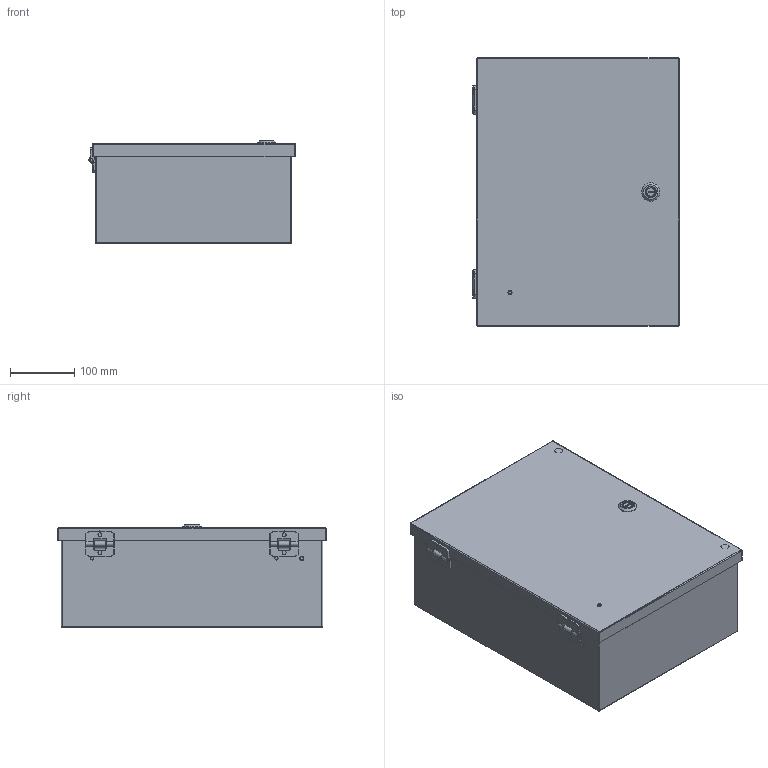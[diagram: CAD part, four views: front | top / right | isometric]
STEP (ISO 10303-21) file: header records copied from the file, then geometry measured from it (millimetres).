
FILE_DESCRIPTION (( 'STEP AP214' ), '1' );
FILE_NAME ('SCE-16N1206LP.STEP', '2021-01-26T22:00:15', ( '' ), ( '' ), 'SwSTEP 2.0', 'SolidWorks 2019', '' );
FILE_SCHEMA (( 'AUTOMOTIVE_DESIGN' ));
Length unit declared in the file: inch
Products named in the file (1): SCE-16N1206LP
Bounding box: 319.84 x 415.93 x 159.18 mm (x, y, z)
Volume: 978947 mm3; surface area: 1234182.6 mm2
Topology: 31 solids, 31 shells, 1545 faces, 4105 edges, 2528 vertices
Faces by surface type: cylinder 643, plane 578, bspline 277, cone 27, sphere 16, torus 4
Full cylindrical faces by diameter (mm): 3.962 x2, 4.013 x6, 4.06 x4, 4.318 x4, 4.763 x2, 4.775 x2, 4.905 x3, 5.537 x2, 6.02 x4, 6.299 x4, 6.35 x4, 6.502 x2, 7.137 x4, 8.192 x2, 8.357 x4, 8.661 x4, 8.715 x4, 11.176 x1, 12.17 x4, 12.497 x4, 12.7 x2, 15.748 x1, 16.129 x1, 28.575 x2
Entity records: 79386 total; most frequent: CARTESIAN_POINT 23247, ORIENTED_EDGE 7616, DIRECTION 6993, EDGE_CURVE 3808, AXIS2_PLACEMENT_3D 2565, VERTEX_POINT 2484, VECTOR 1863, LINE 1863
